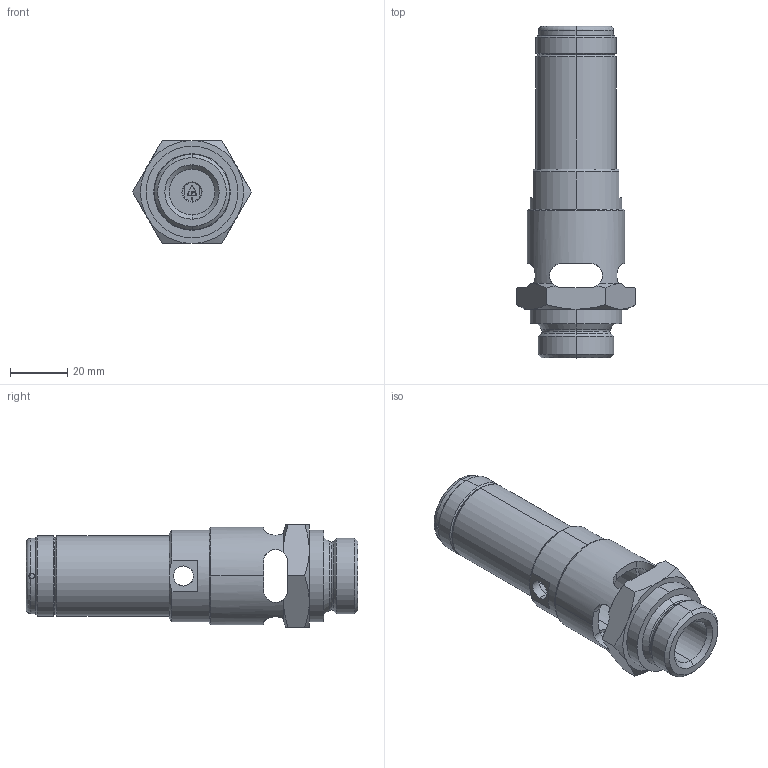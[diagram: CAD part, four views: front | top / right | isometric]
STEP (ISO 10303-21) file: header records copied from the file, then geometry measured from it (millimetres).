
FILE_DESCRIPTION (( 'STEP AP214' ), '1' );
FILE_NAME ('410sGK 3-4 0,2-50.STEP', '2014-03-05T15:06:10', ( 'Blankenhorn' ), ( '' ), 'SwSTEP 2.0', 'SolidWorks 2013', '' );
FILE_SCHEMA (( 'AUTOMOTIVE_DESIGN' ));
Length unit declared in the file: millimetre
Products named in the file (1): 410sGK 3-4  0,2-50
Bounding box: 41.57 x 116 x 36 mm (x, y, z)
Volume: 37373 mm3; surface area: 27184 mm2
Topology: 4 solids, 4 shells, 235 faces, 595 edges, 377 vertices
Faces by surface type: cylinder 103, plane 65, cone 51, torus 16
Entity records: 10578 total; most frequent: CARTESIAN_POINT 2180, DIRECTION 1246, ORIENTED_EDGE 1190, EDGE_CURVE 595, AXIS2_PLACEMENT_3D 511, VERTEX_POINT 377, CIRCLE 275, EDGE_LOOP 266
